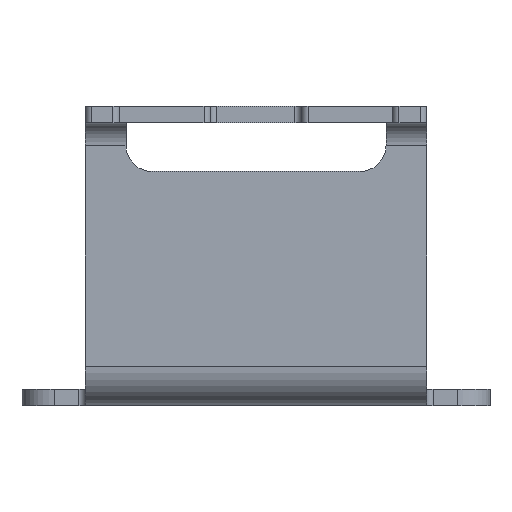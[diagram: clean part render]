
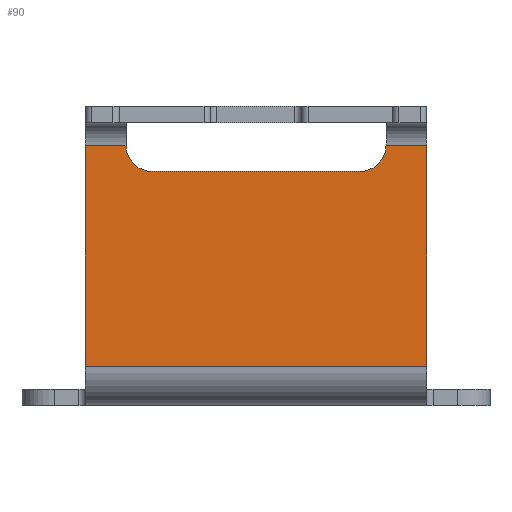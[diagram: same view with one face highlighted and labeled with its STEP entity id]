
A CAD part, front view. The second image highlights one B-rep face of the part: STEP entity #90.
In plain terms, the highlighted planar face has unit normal (0, -1, 0).
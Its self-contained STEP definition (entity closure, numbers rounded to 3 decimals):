
#90 = ADVANCED_FACE( '', ( #203 ), #204, .F. );
#203 = FACE_OUTER_BOUND( '', #399, .T. );
#204 = PLANE( '', #400 );
#399 = EDGE_LOOP( '', ( #747, #748, #749, #750, #751, #752, #753, #754 ) );
#400 = AXIS2_PLACEMENT_3D( '', #755, #756, #757 );
#747 = ORIENTED_EDGE( '', *, *, #1461, .T. );
#748 = ORIENTED_EDGE( '', *, *, #1472, .T. );
#749 = ORIENTED_EDGE( '', *, *, #1379, .T. );
#750 = ORIENTED_EDGE( '', *, *, #1370, .T. );
#751 = ORIENTED_EDGE( '', *, *, #1477, .F. );
#752 = ORIENTED_EDGE( '', *, *, #1478, .T. );
#753 = ORIENTED_EDGE( '', *, *, #1474, .T. );
#754 = ORIENTED_EDGE( '', *, *, #1467, .T. );
#755 = CARTESIAN_POINT( '', ( 50., 35., -6. ) );
#756 = DIRECTION( '', ( 0., 1., 0. ) );
#757 = DIRECTION( '', ( 0., 0., 1. ) );
#1370 = EDGE_CURVE( '', #1648, #1646, #1649, .T. );
#1379 = EDGE_CURVE( '', #1660, #1648, #1663, .T. );
#1461 = EDGE_CURVE( '', #1817, #1822, #1824, .T. );
#1467 = EDGE_CURVE( '', #1829, #1817, #1832, .T. );
#1472 = EDGE_CURVE( '', #1822, #1660, #1839, .T. );
#1474 = EDGE_CURVE( '', #1841, #1829, #1842, .T. );
#1477 = EDGE_CURVE( '', #1846, #1646, #1847, .T. );
#1478 = EDGE_CURVE( '', #1846, #1841, #1848, .T. );
#1646 = VERTEX_POINT( '', #2095 );
#1648 = VERTEX_POINT( '', #2097 );
#1649 = LINE( '', #2098, #2099 );
#1660 = VERTEX_POINT( '', #2114 );
#1663 = LINE( '', #2118, #2119 );
#1817 = VERTEX_POINT( '', #2310 );
#1822 = VERTEX_POINT( '', #2317 );
#1824 = LINE( '', #2320, #2321 );
#1829 = VERTEX_POINT( '', #2329 );
#1832 = CIRCLE( '', #2333, 4. );
#1839 = CIRCLE( '', #2342, 4. );
#1841 = VERTEX_POINT( '', #2345 );
#1842 = LINE( '', #2346, #2347 );
#1846 = VERTEX_POINT( '', #2352 );
#1847 = LINE( '', #2353, #2354 );
#1848 = LINE( '', #2355, #2356 );
#2095 = CARTESIAN_POINT( '', ( -26.25, 35., -40. ) );
#2097 = CARTESIAN_POINT( '', ( -26.25, 35., -6. ) );
#2098 = CARTESIAN_POINT( '', ( -26.25, 35., -46. ) );
#2099 = VECTOR( '', #2692, 1000. );
#2114 = CARTESIAN_POINT( '', ( -20., 35., -6. ) );
#2118 = CARTESIAN_POINT( '', ( 50., 35., -6. ) );
#2119 = VECTOR( '', #2707, 1000. );
#2310 = CARTESIAN_POINT( '', ( 16., 35., -10. ) );
#2317 = CARTESIAN_POINT( '', ( -16., 35., -10. ) );
#2320 = CARTESIAN_POINT( '', ( 50., 35., -10. ) );
#2321 = VECTOR( '', #2871, 1000. );
#2329 = CARTESIAN_POINT( '', ( 20., 35., -6. ) );
#2333 = AXIS2_PLACEMENT_3D( '', #2879, #2880, #2881 );
#2342 = AXIS2_PLACEMENT_3D( '', #2890, #2891, #2892 );
#2345 = CARTESIAN_POINT( '', ( 26.25, 35., -6. ) );
#2346 = CARTESIAN_POINT( '', ( 50., 35., -6. ) );
#2347 = VECTOR( '', #2894, 1000. );
#2352 = CARTESIAN_POINT( '', ( 26.25, 35., -40. ) );
#2353 = CARTESIAN_POINT( '', ( 50., 35., -40. ) );
#2354 = VECTOR( '', #2899, 1000. );
#2355 = CARTESIAN_POINT( '', ( 26.25, 35., -46. ) );
#2356 = VECTOR( '', #2900, 1000. );
#2692 = DIRECTION( '', ( 0., 0., -1. ) );
#2707 = DIRECTION( '', ( -1., 0., 0. ) );
#2871 = DIRECTION( '', ( -1., 0., 0. ) );
#2879 = CARTESIAN_POINT( '', ( 16., 35., -6. ) );
#2880 = DIRECTION( '', ( 0., 1., 0. ) );
#2881 = DIRECTION( '', ( 0., 0., 1. ) );
#2890 = CARTESIAN_POINT( '', ( -16., 35., -6. ) );
#2891 = DIRECTION( '', ( 0., 1., 0. ) );
#2892 = DIRECTION( '', ( 0., 0., 1. ) );
#2894 = DIRECTION( '', ( -1., 0., 0. ) );
#2899 = DIRECTION( '', ( -1., 0., 0. ) );
#2900 = DIRECTION( '', ( 0., 0., 1. ) );
